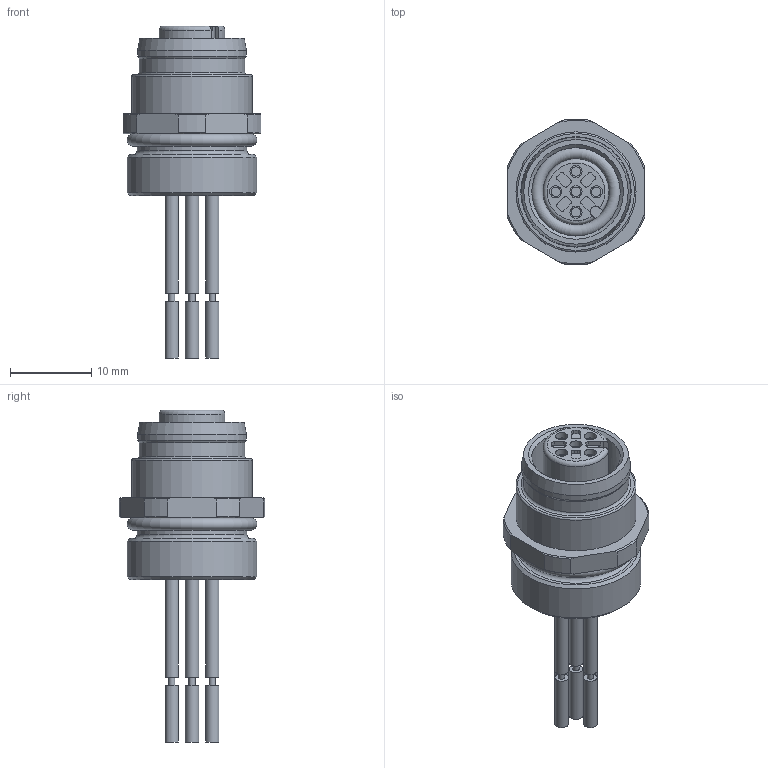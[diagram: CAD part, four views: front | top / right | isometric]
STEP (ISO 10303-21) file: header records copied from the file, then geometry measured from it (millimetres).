
FILE_DESCRIPTION(/* description */ (''),/* implementation_level */ '2;1');
FILE_NAME(/* name */ 'EC-FK5-m_16_stp.stp',/* time_stamp */ '2016-03-09T13:35:17+01:00',/* author */ (''),/* organization */ (''),/* preprocessor_version */ 'ST-DEVELOPER v16',/* originating_system */ 'SIEMENS PLM Software NX 10.0',/* authorisation */ '');
FILE_SCHEMA (('AUTOMOTIVE_DESIGN { 1 0 10303 214 3 1 1 1 }'));
Length unit declared in the file: millimetre
Products named in the file (1): 5000738___Flanschgehaeuse_part_142670
Bounding box: 17 x 17.96 x 40.9 mm (x, y, z)
Volume: 3480.1 mm3; surface area: 2556.6 mm2
Topology: 1 solids, 1 shells, 136 faces, 309 edges, 208 vertices
Faces by surface type: cylinder 60, plane 53, cone 17, torus 6
Full cylindrical faces by diameter (mm): 0.758 x5, 1.15 x5, 1.5 x5, 1.65 x10, 10.9 x1, 13 x1, 13.4 x1, 13.5 x1, 14.8 x1, 16 x1
Entity records: 3606 total; most frequent: CARTESIAN_POINT 697, DIRECTION 640, ORIENTED_EDGE 500, AXIS2_PLACEMENT_3D 281, EDGE_CURVE 250, EDGE_LOOP 210, VERTEX_POINT 190, CIRCLE 144
